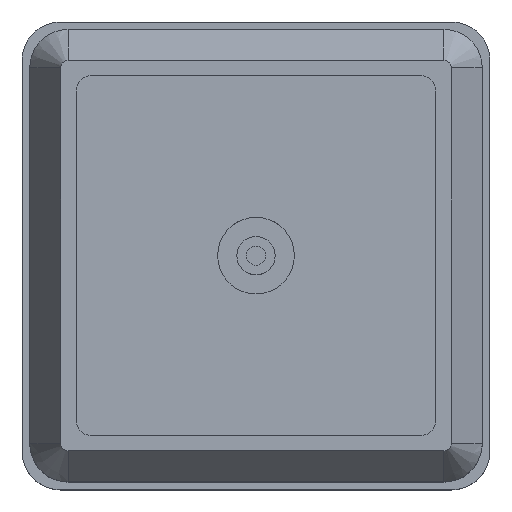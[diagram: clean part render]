
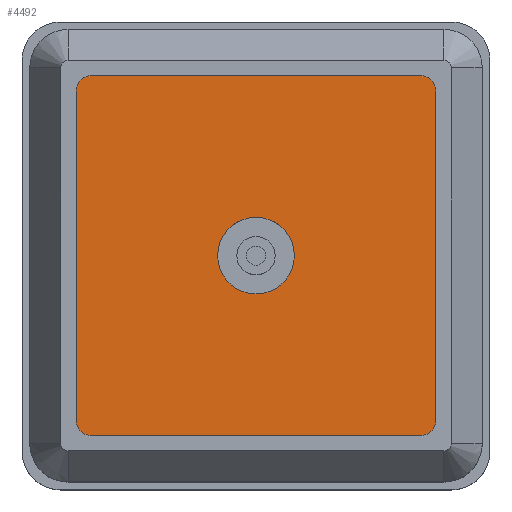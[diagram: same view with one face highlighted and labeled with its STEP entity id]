
A CAD part, top view. The second image highlights one B-rep face of the part: STEP entity #4492.
In plain terms, the highlighted planar face has unit normal (0, 0, 1).
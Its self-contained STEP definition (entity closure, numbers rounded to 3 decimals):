
#15 = CARTESIAN_POINT ( 'NONE',  ( 23.459, 21.459, 34.5 ) ) ;
#49 = EDGE_CURVE ( 'NONE', #1581, #4784, #3459, .T. ) ;
#66 = ORIENTED_EDGE ( 'NONE', *, *, #890, .T. ) ;
#67 = VERTEX_POINT ( 'NONE', #1680 ) ;
#187 = AXIS2_PLACEMENT_3D ( 'NONE', #4211, #1849, #4618 ) ;
#214 = CARTESIAN_POINT ( 'NONE',  ( 0., -23.459, 34.5 ) ) ;
#299 = FACE_OUTER_BOUND ( 'NONE', #4163, .T. ) ;
#455 = CIRCLE ( 'NONE', #704, 2. ) ;
#616 = CARTESIAN_POINT ( 'NONE',  ( 23.459, -21.459, 34.5 ) ) ;
#704 = AXIS2_PLACEMENT_3D ( 'NONE', #4679, #2301, #5080 ) ;
#726 = AXIS2_PLACEMENT_3D ( 'NONE', #4692, #2312, #5092 ) ;
#826 = AXIS2_PLACEMENT_3D ( 'NONE', #3779, #1402, #4183 ) ;
#881 = EDGE_CURVE ( 'NONE', #2136, #2748, #4434, .T. ) ;
#890 = EDGE_CURVE ( 'NONE', #2593, #2593, #3365, .T. ) ;
#904 = EDGE_LOOP ( 'NONE', ( #66 ) ) ;
#977 = PLANE ( 'NONE',  #4733 ) ;
#1022 = DIRECTION ( 'NONE',  ( 1., 0., 0. ) ) ;
#1080 = CARTESIAN_POINT ( 'NONE',  ( 5., 0., 34.5 ) ) ;
#1103 = CIRCLE ( 'NONE', #726, 2. ) ;
#1198 = EDGE_CURVE ( 'NONE', #1581, #3874, #455, .T. ) ;
#1249 = CARTESIAN_POINT ( 'NONE',  ( -21.459, -21.459, 34.5 ) ) ;
#1366 = DIRECTION ( 'NONE',  ( 0., 0., 1. ) ) ;
#1388 = VECTOR ( 'NONE', #1928, 1000. ) ;
#1402 = DIRECTION ( 'NONE',  ( 0., 0., -1. ) ) ;
#1581 = VERTEX_POINT ( 'NONE', #2742 ) ;
#1583 = ORIENTED_EDGE ( 'NONE', *, *, #2444, .T. ) ;
#1637 = VERTEX_POINT ( 'NONE', #3166 ) ;
#1656 = DIRECTION ( 'NONE',  ( 1., 0., 0. ) ) ;
#1680 = CARTESIAN_POINT ( 'NONE',  ( 21.459, -23.459, 34.5 ) ) ;
#1745 = ORIENTED_EDGE ( 'NONE', *, *, #4817, .T. ) ;
#1849 = DIRECTION ( 'NONE',  ( 0., 0., -1. ) ) ;
#1857 = CIRCLE ( 'NONE', #4080, 2. ) ;
#1928 = DIRECTION ( 'NONE',  ( 0., 1., 0. ) ) ;
#2065 = VERTEX_POINT ( 'NONE', #3129 ) ;
#2136 = VERTEX_POINT ( 'NONE', #616 ) ;
#2243 = ORIENTED_EDGE ( 'NONE', *, *, #881, .T. ) ;
#2286 = EDGE_CURVE ( 'NONE', #2136, #67, #1103, .T. ) ;
#2301 = DIRECTION ( 'NONE',  ( 0., 0., -1. ) ) ;
#2312 = DIRECTION ( 'NONE',  ( 0., 0., -1. ) ) ;
#2328 = ORIENTED_EDGE ( 'NONE', *, *, #4092, .F. ) ;
#2417 = VECTOR ( 'NONE', #3642, 1000. ) ;
#2444 = EDGE_CURVE ( 'NONE', #1637, #3874, #2467, .T. ) ;
#2467 = LINE ( 'NONE', #4577, #3512 ) ;
#2593 = VERTEX_POINT ( 'NONE', #1080 ) ;
#2742 = CARTESIAN_POINT ( 'NONE',  ( -23.459, 21.459, 34.5 ) ) ;
#2748 = VERTEX_POINT ( 'NONE', #15 ) ;
#2937 = LINE ( 'NONE', #214, #3997 ) ;
#3006 = ORIENTED_EDGE ( 'NONE', *, *, #1198, .F. ) ;
#3129 = CARTESIAN_POINT ( 'NONE',  ( -21.459, -23.459, 34.5 ) ) ;
#3166 = CARTESIAN_POINT ( 'NONE',  ( 21.459, 23.459, 34.5 ) ) ;
#3327 = FACE_BOUND ( 'NONE', #904, .T. ) ;
#3365 = CIRCLE ( 'NONE', #187, 5. ) ;
#3459 = LINE ( 'NONE', #4447, #2417 ) ;
#3512 = VECTOR ( 'NONE', #4180, 1000. ) ;
#3587 = CARTESIAN_POINT ( 'NONE',  ( -23.459, -21.459, 34.5 ) ) ;
#3626 = CARTESIAN_POINT ( 'NONE',  ( -21.459, 23.459, 34.5 ) ) ;
#3642 = DIRECTION ( 'NONE',  ( 0., -1., 0. ) ) ;
#3670 = EDGE_CURVE ( 'NONE', #2065, #67, #2937, .T. ) ;
#3779 = CARTESIAN_POINT ( 'NONE',  ( 21.459, 21.459, 34.5 ) ) ;
#3874 = VERTEX_POINT ( 'NONE', #3626 ) ;
#3997 = VECTOR ( 'NONE', #1022, 1000. ) ;
#4026 = DIRECTION ( 'NONE',  ( 0., 0., 1. ) ) ;
#4049 = ORIENTED_EDGE ( 'NONE', *, *, #3670, .T. ) ;
#4080 = AXIS2_PLACEMENT_3D ( 'NONE', #1249, #4026, #1656 ) ;
#4092 = EDGE_CURVE ( 'NONE', #1637, #2748, #5159, .T. ) ;
#4142 = DIRECTION ( 'NONE',  ( 1., 0., 0. ) ) ;
#4163 = EDGE_LOOP ( 'NONE', ( #4319, #1745, #4049, #5106, #2243, #2328, #1583, #3006 ) ) ;
#4180 = DIRECTION ( 'NONE',  ( -1., 0., 0. ) ) ;
#4183 = DIRECTION ( 'NONE',  ( 1., 0., 0. ) ) ;
#4211 = CARTESIAN_POINT ( 'NONE',  ( 0., 0., 34.5 ) ) ;
#4319 = ORIENTED_EDGE ( 'NONE', *, *, #49, .T. ) ;
#4434 = LINE ( 'NONE', #4701, #1388 ) ;
#4447 = CARTESIAN_POINT ( 'NONE',  ( -23.459, 0., 34.5 ) ) ;
#4492 = ADVANCED_FACE ( 'NONE', ( #3327, #299 ), #977, .T. ) ;
#4577 = CARTESIAN_POINT ( 'NONE',  ( 0., 23.459, 34.5 ) ) ;
#4618 = DIRECTION ( 'NONE',  ( 1., 0., 0. ) ) ;
#4679 = CARTESIAN_POINT ( 'NONE',  ( -21.459, 21.459, 34.5 ) ) ;
#4692 = CARTESIAN_POINT ( 'NONE',  ( 21.459, -21.459, 34.5 ) ) ;
#4701 = CARTESIAN_POINT ( 'NONE',  ( 23.459, 0., 34.5 ) ) ;
#4733 = AXIS2_PLACEMENT_3D ( 'NONE', #4927, #1366, #4142 ) ;
#4784 = VERTEX_POINT ( 'NONE', #3587 ) ;
#4817 = EDGE_CURVE ( 'NONE', #4784, #2065, #1857, .T. ) ;
#4927 = CARTESIAN_POINT ( 'NONE',  ( 0., 0., 34.5 ) ) ;
#5080 = DIRECTION ( 'NONE',  ( 1., 0., 0. ) ) ;
#5092 = DIRECTION ( 'NONE',  ( 1., 0., 0. ) ) ;
#5106 = ORIENTED_EDGE ( 'NONE', *, *, #2286, .F. ) ;
#5159 = CIRCLE ( 'NONE', #826, 2. ) ;
